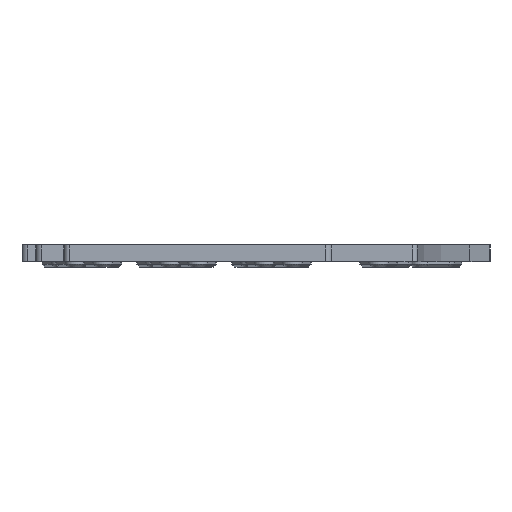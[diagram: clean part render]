
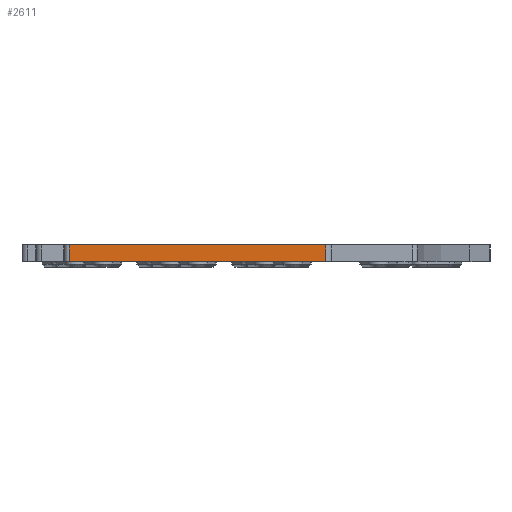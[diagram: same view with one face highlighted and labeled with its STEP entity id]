
A CAD part, left-side view. The second image highlights one B-rep face of the part: STEP entity #2611.
In plain terms, the highlighted planar face has unit normal (-1, 0, 0).
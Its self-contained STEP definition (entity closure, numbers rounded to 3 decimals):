
#79 = EDGE_CURVE('',#80,#82,#84,.T.);
#80 = VERTEX_POINT('',#81);
#81 = CARTESIAN_POINT('',(-8.,-40.,0.));
#82 = VERTEX_POINT('',#83);
#83 = CARTESIAN_POINT('',(-8.,6.,0.));
#84 = LINE('',#85,#86);
#85 = CARTESIAN_POINT('',(-8.,-41.,0.));
#86 = VECTOR('',#87,1.);
#87 = DIRECTION('',(0.,1.,0.));
#2308 = EDGE_CURVE('',#2309,#2311,#2313,.T.);
#2309 = VERTEX_POINT('',#2310);
#2310 = CARTESIAN_POINT('',(-8.,-40.,3.));
#2311 = VERTEX_POINT('',#2312);
#2312 = CARTESIAN_POINT('',(-8.,6.,3.));
#2313 = LINE('',#2314,#2315);
#2314 = CARTESIAN_POINT('',(-8.,-41.,3.));
#2315 = VECTOR('',#2316,1.);
#2316 = DIRECTION('',(0.,1.,0.));
#2611 = ADVANCED_FACE('',(#2612),#2628,.T.);
#2612 = FACE_BOUND('',#2613,.T.);
#2613 = EDGE_LOOP('',(#2614,#2615,#2621,#2622));
#2614 = ORIENTED_EDGE('',*,*,#79,.F.);
#2615 = ORIENTED_EDGE('',*,*,#2616,.T.);
#2616 = EDGE_CURVE('',#80,#2309,#2617,.T.);
#2617 = LINE('',#2618,#2619);
#2618 = CARTESIAN_POINT('',(-8.,-40.,0.));
#2619 = VECTOR('',#2620,1.);
#2620 = DIRECTION('',(0.,0.,1.));
#2621 = ORIENTED_EDGE('',*,*,#2308,.T.);
#2622 = ORIENTED_EDGE('',*,*,#2623,.F.);
#2623 = EDGE_CURVE('',#82,#2311,#2624,.T.);
#2624 = LINE('',#2625,#2626);
#2625 = CARTESIAN_POINT('',(-8.,6.,0.));
#2626 = VECTOR('',#2627,1.);
#2627 = DIRECTION('',(0.,0.,1.));
#2628 = PLANE('',#2629);
#2629 = AXIS2_PLACEMENT_3D('',#2630,#2631,#2632);
#2630 = CARTESIAN_POINT('',(-8.,-41.,0.));
#2631 = DIRECTION('',(-1.,0.,0.));
#2632 = DIRECTION('',(0.,1.,0.));
